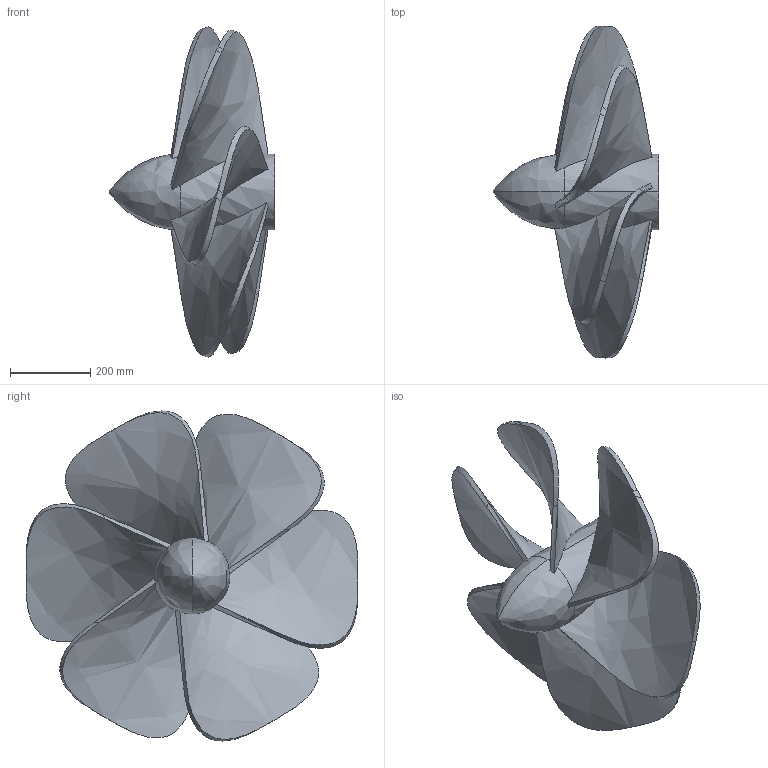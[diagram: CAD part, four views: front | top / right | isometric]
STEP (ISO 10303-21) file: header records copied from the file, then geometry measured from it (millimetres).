
FILE_DESCRIPTION(('FreeCAD Model'),'2;1');
FILE_NAME('Open CASCADE Shape Model','2025-04-26T23:12:20',('FreeCAD'),( 'FreeCAD'),'Open CASCADE STEP processor 7.6','FreeCAD','Unknown');
FILE_SCHEMA(('AUTOMOTIVE_DESIGN { 1 0 10303 214 1 1 1 1 }'));
Length unit declared in the file: millimetre
Products named in the file (1): Open CASCADE STEP translator 7.6 1
Bounding box: 414.42 x 828.84 x 824.26 mm (x, y, z)
Volume: 17572860.8 mm3; surface area: 1599410.4 mm2
Topology: 1 solids, 1 shells, 51 faces, 148 edges, 97 vertices
Faces by surface type: bspline 51
Entity records: 7468 total; most frequent: CARTESIAN_POINT 6586, ORIENTED_EDGE 292, EDGE_CURVE 146, B_SPLINE_CURVE_WITH_KNOTS 134, VERTEX_POINT 97, ADVANCED_FACE 51, FACE_BOUND 51, EDGE_LOOP 51
